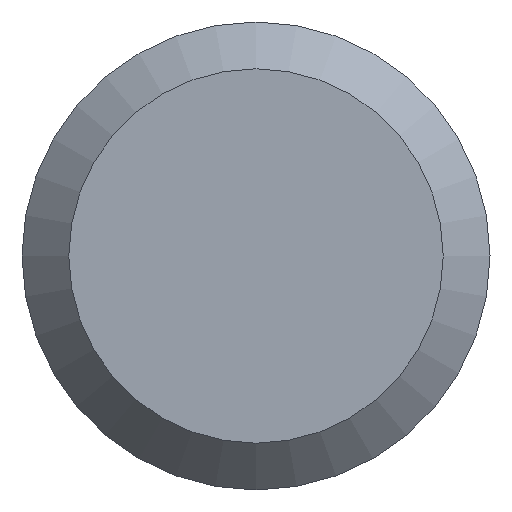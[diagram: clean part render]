
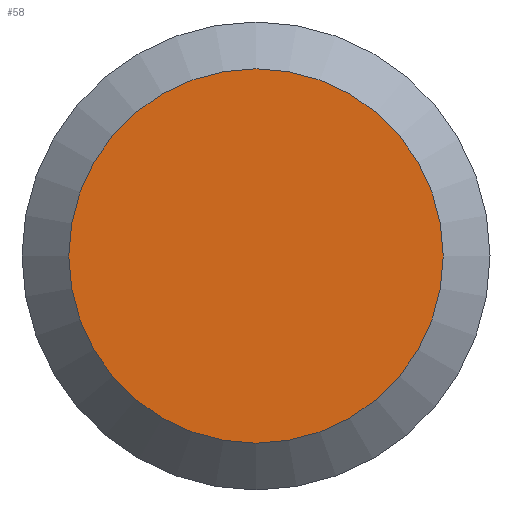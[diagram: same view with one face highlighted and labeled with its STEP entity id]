
A CAD part, left-side view. The second image highlights one B-rep face of the part: STEP entity #58.
In plain terms, the highlighted planar face has unit normal (-1, 0, 0).
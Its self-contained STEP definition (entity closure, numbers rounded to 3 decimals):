
#15=PLANE('',#68);
#23=FACE_OUTER_BOUND('',#30,.T.);
#30=EDGE_LOOP('',(#50));
#35=CIRCLE('',#65,2.);
#39=VERTEX_POINT('',#96);
#43=EDGE_CURVE('',#39,#39,#35,.T.);
#50=ORIENTED_EDGE('',*,*,#43,.F.);
#58=ADVANCED_FACE('',(#23),#15,.F.);
#65=AXIS2_PLACEMENT_3D('',#97,#78,#79);
#68=AXIS2_PLACEMENT_3D('',#101,#84,#85);
#78=DIRECTION('center_axis',(1.,0.,0.));
#79=DIRECTION('ref_axis',(0.,-1.,0.));
#84=DIRECTION('center_axis',(1.,0.,0.));
#85=DIRECTION('ref_axis',(0.,0.,-1.));
#96=CARTESIAN_POINT('',(-181.5,2.,0.));
#97=CARTESIAN_POINT('Origin',(-181.5,0.,0.));
#101=CARTESIAN_POINT('Origin',(-181.5,0.,0.));
